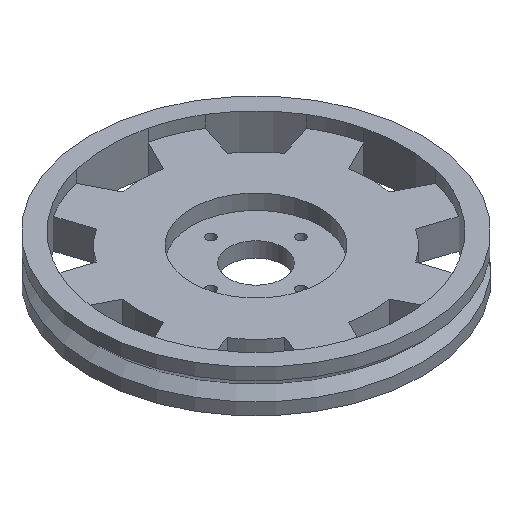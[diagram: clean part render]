
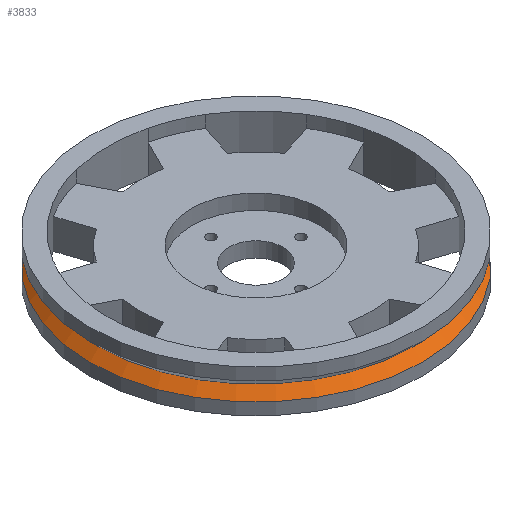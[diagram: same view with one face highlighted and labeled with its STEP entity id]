
A CAD part, isometric view. The second image highlights one B-rep face of the part: STEP entity #3833.
In plain terms, the highlighted conical face has half-angle 45 degrees and reference radius 26 mm.
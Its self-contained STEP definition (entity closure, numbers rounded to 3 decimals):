
#646 = CONICAL_SURFACE('',#647,27.5,0.785);
#647 = AXIS2_PLACEMENT_3D('',#648,#649,#650);
#648 = CARTESIAN_POINT('',(0.,0.,1.5));
#649 = DIRECTION('',(0.,0.,1.));
#650 = DIRECTION('',(1.,0.,0.));
#1947 = VERTEX_POINT('',#1948);
#1948 = CARTESIAN_POINT('',(26.,0.,0.));
#1969 = EDGE_CURVE('',#1947,#1947,#1970,.T.);
#1970 = SURFACE_CURVE('',#1971,(#1976,#1983),.PCURVE_S1.);
#1971 = CIRCLE('',#1972,26.);
#1972 = AXIS2_PLACEMENT_3D('',#1973,#1974,#1975);
#1973 = CARTESIAN_POINT('',(0.,0.,0.));
#1974 = DIRECTION('',(0.,0.,-1.));
#1975 = DIRECTION('',(1.,0.,0.));
#1976 = PCURVE('',#646,#1977);
#1977 = DEFINITIONAL_REPRESENTATION('',(#1978),#1982);
#1978 = LINE('',#1979,#1980);
#1979 = CARTESIAN_POINT('',(-0.,-1.5));
#1980 = VECTOR('',#1981,1.);
#1981 = DIRECTION('',(-1.,-0.));
#1982 = ( GEOMETRIC_REPRESENTATION_CONTEXT(2) 
PARAMETRIC_REPRESENTATION_CONTEXT() REPRESENTATION_CONTEXT('2D SPACE',''
  ) );
#1983 = PCURVE('',#1984,#1989);
#1984 = CONICAL_SURFACE('',#1985,26.,0.785);
#1985 = AXIS2_PLACEMENT_3D('',#1986,#1987,#1988);
#1986 = CARTESIAN_POINT('',(0.,0.,0.));
#1987 = DIRECTION('',(0.,0.,-1.));
#1988 = DIRECTION('',(1.,0.,0.));
#1989 = DEFINITIONAL_REPRESENTATION('',(#1990),#1994);
#1990 = LINE('',#1991,#1992);
#1991 = CARTESIAN_POINT('',(0.,0.));
#1992 = VECTOR('',#1993,1.);
#1993 = DIRECTION('',(1.,0.));
#1994 = ( GEOMETRIC_REPRESENTATION_CONTEXT(2) 
PARAMETRIC_REPRESENTATION_CONTEXT() REPRESENTATION_CONTEXT('2D SPACE',''
  ) );
#2017 = CYLINDRICAL_SURFACE('',#2018,27.5);
#2018 = AXIS2_PLACEMENT_3D('',#2019,#2020,#2021);
#2019 = CARTESIAN_POINT('',(0.,0.,-1.5));
#2020 = DIRECTION('',(0.,0.,-1.));
#2021 = DIRECTION('',(1.,0.,0.));
#3833 = ADVANCED_FACE('',(#3834),#1984,.T.);
#3834 = FACE_BOUND('',#3835,.T.);
#3835 = EDGE_LOOP('',(#3836,#3837,#3860,#3882));
#3836 = ORIENTED_EDGE('',*,*,#1969,.T.);
#3837 = ORIENTED_EDGE('',*,*,#3838,.T.);
#3838 = EDGE_CURVE('',#1947,#3839,#3841,.T.);
#3839 = VERTEX_POINT('',#3840);
#3840 = CARTESIAN_POINT('',(27.5,0.,-1.5));
#3841 = SEAM_CURVE('',#3842,(#3846,#3853),.PCURVE_S1.);
#3842 = LINE('',#3843,#3844);
#3843 = CARTESIAN_POINT('',(26.,0.,0.));
#3844 = VECTOR('',#3845,1.);
#3845 = DIRECTION('',(0.707,0.,-0.707
    ));
#3846 = PCURVE('',#1984,#3847);
#3847 = DEFINITIONAL_REPRESENTATION('',(#3848),#3852);
#3848 = LINE('',#3849,#3850);
#3849 = CARTESIAN_POINT('',(0.,0.));
#3850 = VECTOR('',#3851,1.);
#3851 = DIRECTION('',(0.,1.));
#3852 = ( GEOMETRIC_REPRESENTATION_CONTEXT(2) 
PARAMETRIC_REPRESENTATION_CONTEXT() REPRESENTATION_CONTEXT('2D SPACE',''
  ) );
#3853 = PCURVE('',#1984,#3854);
#3854 = DEFINITIONAL_REPRESENTATION('',(#3855),#3859);
#3855 = LINE('',#3856,#3857);
#3856 = CARTESIAN_POINT('',(6.283,0.));
#3857 = VECTOR('',#3858,1.);
#3858 = DIRECTION('',(0.,1.));
#3859 = ( GEOMETRIC_REPRESENTATION_CONTEXT(2) 
PARAMETRIC_REPRESENTATION_CONTEXT() REPRESENTATION_CONTEXT('2D SPACE',''
  ) );
#3860 = ORIENTED_EDGE('',*,*,#3861,.F.);
#3861 = EDGE_CURVE('',#3839,#3839,#3862,.T.);
#3862 = SURFACE_CURVE('',#3863,(#3868,#3875),.PCURVE_S1.);
#3863 = CIRCLE('',#3864,27.5);
#3864 = AXIS2_PLACEMENT_3D('',#3865,#3866,#3867);
#3865 = CARTESIAN_POINT('',(0.,0.,-1.5));
#3866 = DIRECTION('',(0.,0.,-1.));
#3867 = DIRECTION('',(1.,0.,0.));
#3868 = PCURVE('',#1984,#3869);
#3869 = DEFINITIONAL_REPRESENTATION('',(#3870),#3874);
#3870 = LINE('',#3871,#3872);
#3871 = CARTESIAN_POINT('',(0.,1.5));
#3872 = VECTOR('',#3873,1.);
#3873 = DIRECTION('',(1.,0.));
#3874 = ( GEOMETRIC_REPRESENTATION_CONTEXT(2) 
PARAMETRIC_REPRESENTATION_CONTEXT() REPRESENTATION_CONTEXT('2D SPACE',''
  ) );
#3875 = PCURVE('',#2017,#3876);
#3876 = DEFINITIONAL_REPRESENTATION('',(#3877),#3881);
#3877 = LINE('',#3878,#3879);
#3878 = CARTESIAN_POINT('',(0.,0.));
#3879 = VECTOR('',#3880,1.);
#3880 = DIRECTION('',(1.,0.));
#3881 = ( GEOMETRIC_REPRESENTATION_CONTEXT(2) 
PARAMETRIC_REPRESENTATION_CONTEXT() REPRESENTATION_CONTEXT('2D SPACE',''
  ) );
#3882 = ORIENTED_EDGE('',*,*,#3838,.F.);
